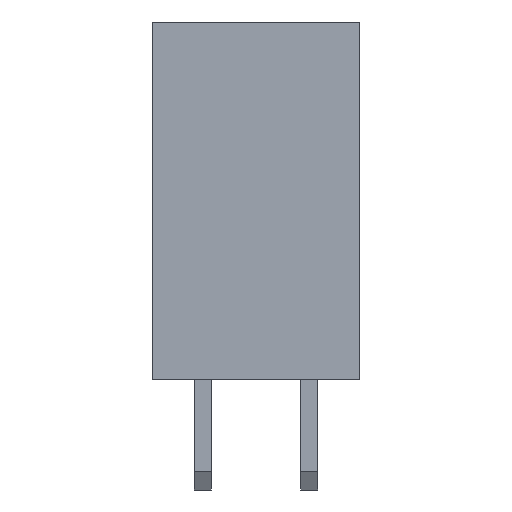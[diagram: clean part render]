
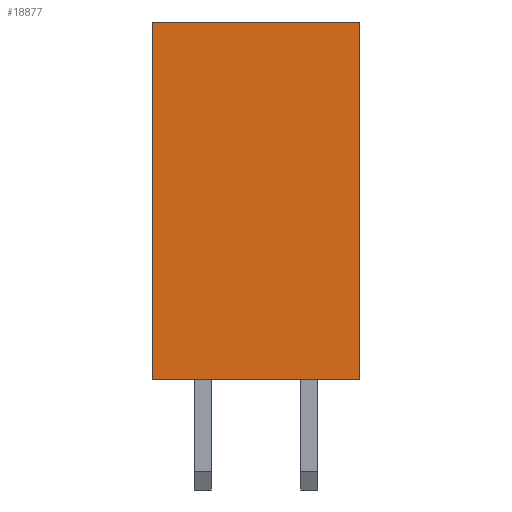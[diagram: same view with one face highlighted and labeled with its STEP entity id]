
A CAD part, left-side view. The second image highlights one B-rep face of the part: STEP entity #18877.
In plain terms, the highlighted planar face has unit normal (-1, 0, 0).
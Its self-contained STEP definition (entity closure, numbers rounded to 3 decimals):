
#14135=CARTESIAN_POINT('',(-40.894,2.477,0.0));
#14136=VERTEX_POINT('',#14135);
#14143=CARTESIAN_POINT('',(-40.894,2.477,8.509));
#14144=VERTEX_POINT('',#14143);
#14145=CARTESIAN_POINT('',(-40.894,2.477,8.509));
#14146=DIRECTION('',(0.0,0.0,-1.0));
#14147=VECTOR('',#14146,8.509);
#14148=LINE('',#14145,#14147);
#14149=EDGE_CURVE('',#14144,#14136,#14148,.T.);
#16459=CARTESIAN_POINT('',(-40.894,-2.476,8.509));
#16460=VERTEX_POINT('',#16459);
#16467=CARTESIAN_POINT('',(-40.894,-2.476,0.0));
#16468=VERTEX_POINT('',#16467);
#16469=CARTESIAN_POINT('',(-40.894,-2.476,8.509));
#16470=DIRECTION('',(0.0,0.0,-1.0));
#16471=VECTOR('',#16470,8.509);
#16472=LINE('',#16469,#16471);
#16473=EDGE_CURVE('',#16460,#16468,#16472,.T.);
#16546=CARTESIAN_POINT('',(-40.894,2.477,8.509));
#16547=DIRECTION('',(0.0,-1.0,0.0));
#16548=VECTOR('',#16547,4.953);
#16549=LINE('',#16546,#16548);
#16550=EDGE_CURVE('',#14144,#16460,#16549,.T.);
#18861=CARTESIAN_POINT('',(-40.894,-2.724,-0.425));
#18862=DIRECTION('',(1.0,0.0,0.0));
#18863=DIRECTION('',(0.0,1.0,0.0));
#18864=AXIS2_PLACEMENT_3D('',#18861,#18862,#18863);
#18865=PLANE('',#18864);
#18866=CARTESIAN_POINT('',(-40.894,2.477,0.0));
#18867=DIRECTION('',(0.0,-1.0,0.0));
#18868=VECTOR('',#18867,4.953);
#18869=LINE('',#18866,#18868);
#18870=EDGE_CURVE('',#14136,#16468,#18869,.T.);
#18871=ORIENTED_EDGE('',*,*,#18870,.T.);
#18872=ORIENTED_EDGE('',*,*,#16473,.F.);
#18873=ORIENTED_EDGE('',*,*,#16550,.F.);
#18874=ORIENTED_EDGE('',*,*,#14149,.T.);
#18875=EDGE_LOOP('',(#18871,#18872,#18873,#18874));
#18876=FACE_OUTER_BOUND('',#18875,.T.);
#18877=ADVANCED_FACE('',(#18876),#18865,.F.);
